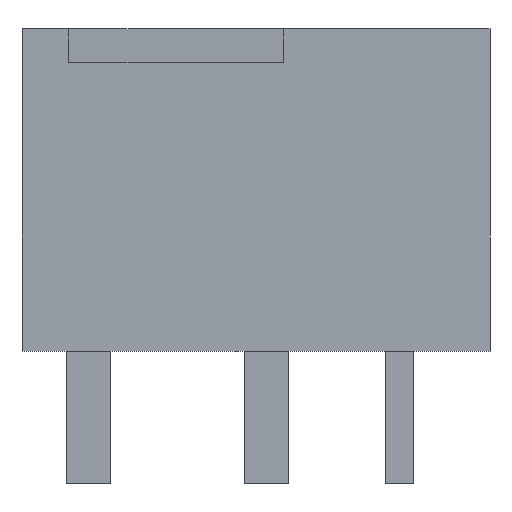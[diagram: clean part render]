
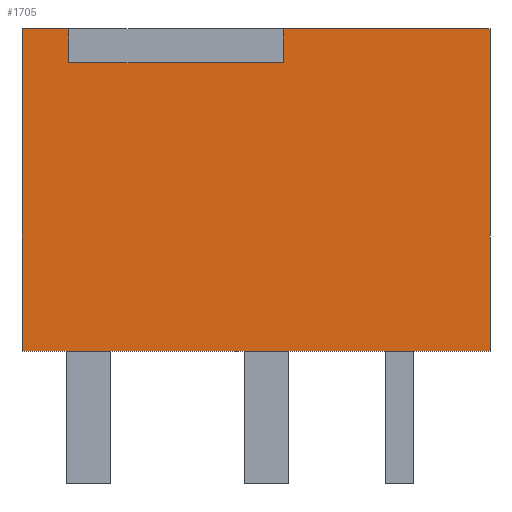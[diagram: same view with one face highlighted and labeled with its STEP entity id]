
A CAD part, front view. The second image highlights one B-rep face of the part: STEP entity #1705.
In plain terms, the highlighted planar face has unit normal (0, -1, 0).
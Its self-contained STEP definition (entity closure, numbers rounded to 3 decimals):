
#84=DIRECTION('',(-1.,0.,0.));
#85=VECTOR('',#84,2.108);
#86=CARTESIAN_POINT('',(-8.42,-7.861,0.));
#87=LINE('',#86,#85);
#100=DIRECTION('',(-1.,0.,0.));
#101=VECTOR('',#100,9.296);
#102=CARTESIAN_POINT('',(10.528,-7.861,0.));
#103=LINE('',#102,#101);
#256=DIRECTION('',(1.,0.,0.));
#257=VECTOR('',#256,9.652);
#258=CARTESIAN_POINT('',(-8.42,-7.861,-1.524));
#259=LINE('',#258,#257);
#260=DIRECTION('',(0.,0.,-1.));
#261=VECTOR('',#260,1.524);
#262=CARTESIAN_POINT('',(1.232,-7.861,0.));
#263=LINE('',#262,#261);
#264=DIRECTION('',(0.,0.,1.));
#265=VECTOR('',#264,14.503);
#266=CARTESIAN_POINT('',(-10.528,-7.861,-14.503));
#267=LINE('',#266,#265);
#268=DIRECTION('',(0.,0.,-1.));
#269=VECTOR('',#268,1.524);
#270=CARTESIAN_POINT('',(-8.42,-7.861,0.));
#271=LINE('',#270,#269);
#292=DIRECTION('',(0.,0.,1.));
#293=VECTOR('',#292,14.503);
#294=CARTESIAN_POINT('',(10.528,-7.861,-14.503));
#295=LINE('',#294,#293);
#308=DIRECTION('',(-1.,0.,0.));
#309=VECTOR('',#308,21.057);
#310=CARTESIAN_POINT('',(10.528,-7.861,-14.503));
#311=LINE('',#310,#309);
#1204=CARTESIAN_POINT('',(-10.528,-7.861,0.));
#1206=VERTEX_POINT('',#1204);
#1209=CARTESIAN_POINT('',(10.528,-7.861,0.));
#1211=VERTEX_POINT('',#1209);
#1212=CARTESIAN_POINT('',(-10.528,-7.861,-14.503));
#1214=VERTEX_POINT('',#1212);
#1216=CARTESIAN_POINT('',(10.528,-7.861,-14.503));
#1217=VERTEX_POINT('',#1216);
#1224=CARTESIAN_POINT('',(1.232,-7.861,0.));
#1226=VERTEX_POINT('',#1224);
#1230=CARTESIAN_POINT('',(-8.42,-7.861,0.));
#1231=VERTEX_POINT('',#1230);
#1232=CARTESIAN_POINT('',(-8.42,-7.861,-1.524));
#1233=CARTESIAN_POINT('',(1.232,-7.861,-1.524));
#1234=VERTEX_POINT('',#1232);
#1235=VERTEX_POINT('',#1233);
#1685=CARTESIAN_POINT('',(-10.528,-7.861,0.));
#1686=DIRECTION('',(0.,-1.,0.));
#1687=DIRECTION('',(1.,0.,0.));
#1688=AXIS2_PLACEMENT_3D('',#1685,#1686,#1687);
#1689=PLANE('',#1688);
#1691=ORIENTED_EDGE('',*,*,#1690,.T.);
#1692=ORIENTED_EDGE('',*,*,#1676,.F.);
#1693=ORIENTED_EDGE('',*,*,#1575,.F.);
#1695=ORIENTED_EDGE('',*,*,#1694,.F.);
#1697=ORIENTED_EDGE('',*,*,#1696,.T.);
#1699=ORIENTED_EDGE('',*,*,#1698,.T.);
#1700=ORIENTED_EDGE('',*,*,#1567,.F.);
#1702=ORIENTED_EDGE('',*,*,#1701,.T.);
#1703=EDGE_LOOP('',(#1691,#1692,#1693,#1695,#1697,#1699,#1700,#1702));
#1704=FACE_OUTER_BOUND('',#1703,.F.);
#1705=ADVANCED_FACE('',(#1704),#1689,.T.);
#1567=EDGE_CURVE('',#1231,#1206,#87,.T.);
#1575=EDGE_CURVE('',#1211,#1226,#103,.T.);
#1676=EDGE_CURVE('',#1226,#1235,#263,.T.);
#1690=EDGE_CURVE('',#1234,#1235,#259,.T.);
#1694=EDGE_CURVE('',#1217,#1211,#295,.T.);
#1696=EDGE_CURVE('',#1217,#1214,#311,.T.);
#1698=EDGE_CURVE('',#1214,#1206,#267,.T.);
#1701=EDGE_CURVE('',#1231,#1234,#271,.T.);
